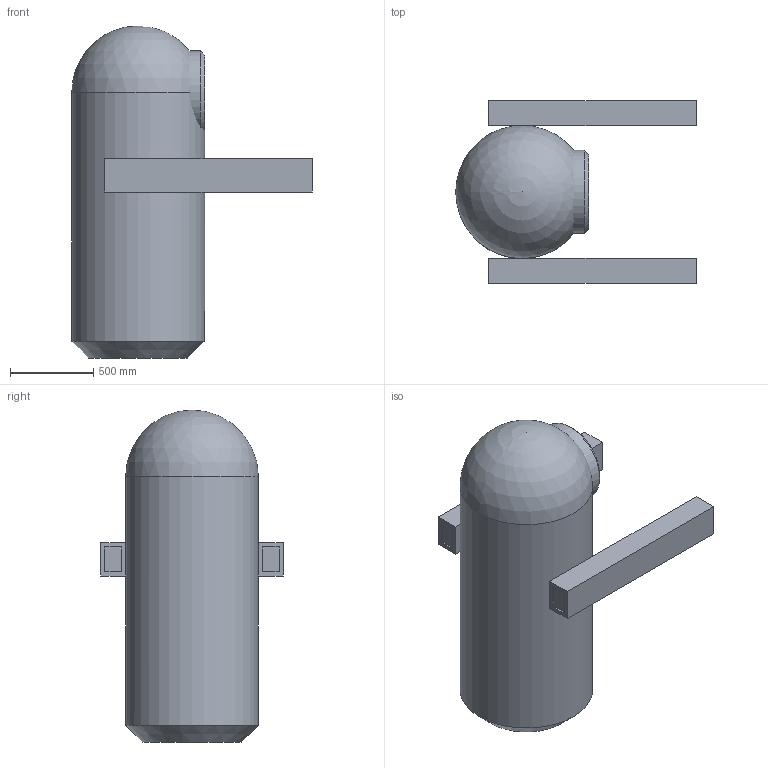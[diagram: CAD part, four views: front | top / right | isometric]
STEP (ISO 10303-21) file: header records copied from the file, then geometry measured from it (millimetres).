
FILE_DESCRIPTION(/* description */ (''),/* implementation_level */ '2;1');
FILE_NAME(/* name */ 'Crewmate #9.step',/* time_stamp */ '2022-09-28T20:52:35-05:00',/* author */ (''),/* organization */ (''),/* preprocessor_version */ 'ST-DEVELOPER v19',/* originating_system */ 'Autodesk Translation Framework v11.7.0.108',/* authorisation */ '');
FILE_SCHEMA (('AUTOMOTIVE_DESIGN { 1 0 10303 214 3 1 1 }'));
Length unit declared in the file: millimetre
Products named in the file (1): #2585
Bounding box: 1449.01 x 1100 x 2000 mm (x, y, z)
Volume: 1019838017.1 mm3; surface area: 7949936.4 mm2
Topology: 13 solids, 13 shells, 93 faces, 152 edges, 102 vertices
Faces by surface type: plane 61, cylinder 29, cone 2, sphere 1
Full cylindrical faces by diameter (mm): 75 x20, 500 x1, 800 x1
Entity records: 2603 total; most frequent: CARTESIAN_POINT 769, DIRECTION 386, ORIENTED_EDGE 302, AXIS2_PLACEMENT_3D 155, EDGE_CURVE 151, EDGE_LOOP 111, VERTEX_POINT 102, FACE_OUTER_BOUND 93
